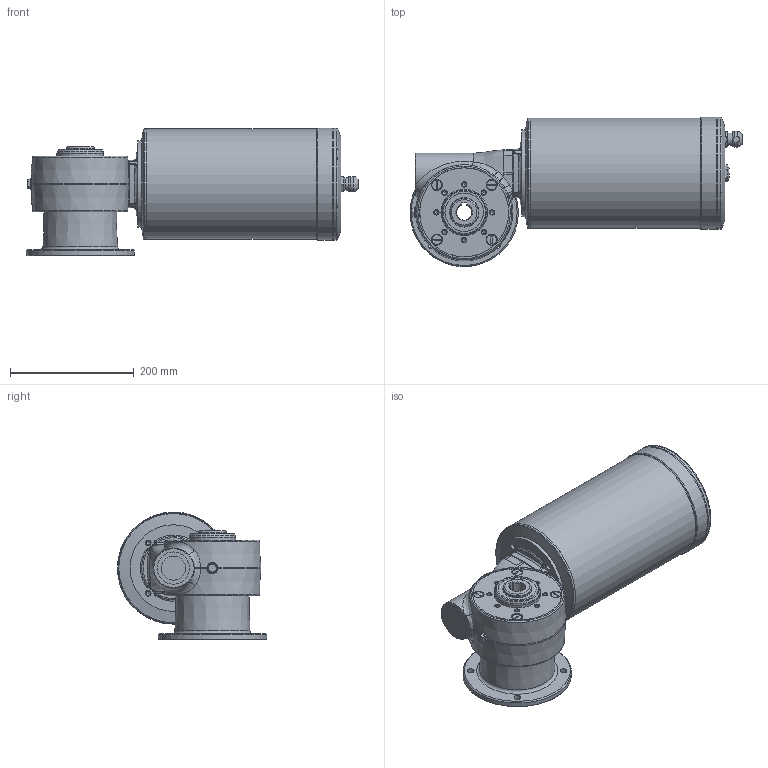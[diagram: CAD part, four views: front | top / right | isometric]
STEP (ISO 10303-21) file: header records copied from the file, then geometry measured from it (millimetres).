
FILE_DESCRIPTION( ( 'Unknown' ), '1' );
FILE_NAME( '6F89187E45397F37946AC4ABEA435.3d.stp', 'Unknown', ( 'Unknown' ), ( 'Unknown' ), 'PSStep 10.1', 'Unknown', ' ' );
FILE_SCHEMA( ( 'AUTOMOTIVE_DESIGN { 1 0 10303 214 1 1 1 1 }' ) );
Length unit declared in the file: millimetre
Products named in the file (1): N638800
Bounding box: 536 x 241 x 206.5 mm (x, y, z)
Volume: 10445058.4 mm3; surface area: 451131.6 mm2
Topology: 1 solids, 24 shells, 628 faces, 1467 edges, 938 vertices
Faces by surface type: plane 210, cylinder 133, cone 127, bspline 108, torus 45, revolution 4, sphere 1
Full cylindrical faces by diameter (mm): 6.647 x28, 7 x1, 8 x8, 9 x12, 10.5 x4, 13 x8, 13.4 x1, 14 x4, 16.662 x1, 18 x1, 20 x1, 24 x1, 30 x1, 35 x1, 39 x1, 45 x2, 46 x2, 47 x1, 47.5 x2, 52 x1, 62 x2, 75 x3, 85 x1, 95 x2, 115 x1, 140 x1, 144 x1, 175 x1, 177.98 x1, 178 x2
Entity records: 32893 total; most frequent: CARTESIAN_POINT 16091, DIRECTION 2265, ORIENTED_EDGE 2166, EDGE_CURVE 1083, AXIS2_PLACEMENT_3D 996, EDGE_LOOP 943, VERTEX_POINT 816, FACE_OUTER_BOUND 757
